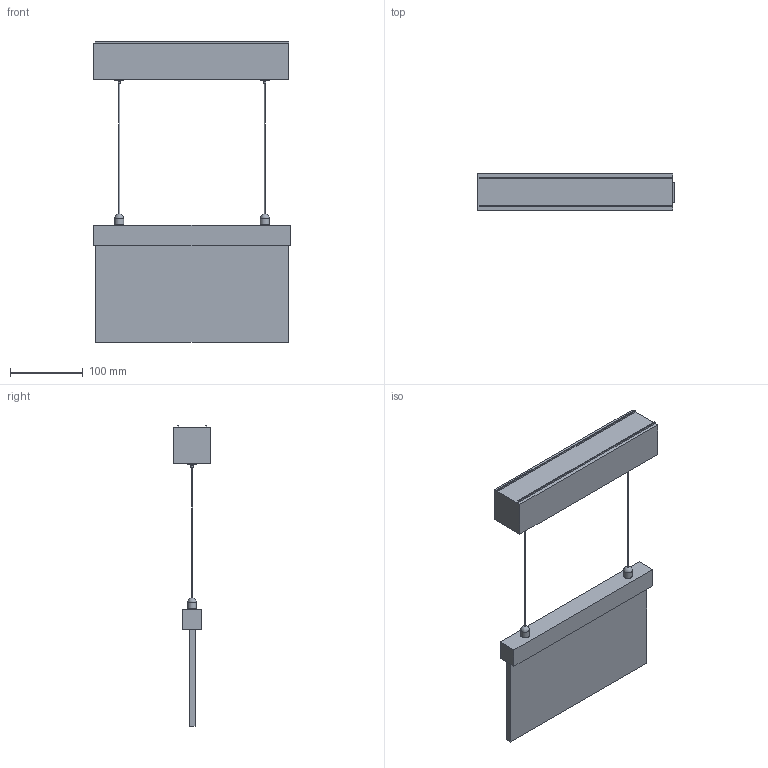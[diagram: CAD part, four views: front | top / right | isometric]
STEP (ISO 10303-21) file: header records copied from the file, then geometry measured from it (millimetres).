
FILE_DESCRIPTION(/* description */ (''),/* implementation_level */ '2;1');
FILE_NAME(/* name */ 'AS_simple_v2.step',/* time_stamp */ '2024-01-04T10:04:43+01:00',/* author */ (''),/* organization */ (''),/* preprocessor_version */ 'ST-DEVELOPER v20',/* originating_system */ 'Autodesk Translation Framework v12.14.0.127',/* authorisation */ '');
FILE_SCHEMA (('AUTOMOTIVE_DESIGN { 1 0 10303 214 3 1 1 }'));
Length unit declared in the file: millimetre
Products named in the file (1): AS_simple
Bounding box: 270 x 50.3 x 413.3 mm (x, y, z)
Volume: 1159531.6 mm3; surface area: 174547.5 mm2
Topology: 4 solids, 4 shells, 58 faces, 130 edges, 86 vertices
Faces by surface type: plane 38, cylinder 14, sphere 2, cone 2, bspline 2
Full cylindrical faces by diameter (mm): 1.5 x2, 2 x2, 3.2 x2, 3.5 x1, 4 x1, 11.6 x2, 12 x2, 13 x2
Entity records: 1716 total; most frequent: CARTESIAN_POINT 327, DIRECTION 286, ORIENTED_EDGE 260, EDGE_CURVE 130, AXIS2_PLACEMENT_3D 99, LINE 88, VECTOR 88, VERTEX_POINT 86
